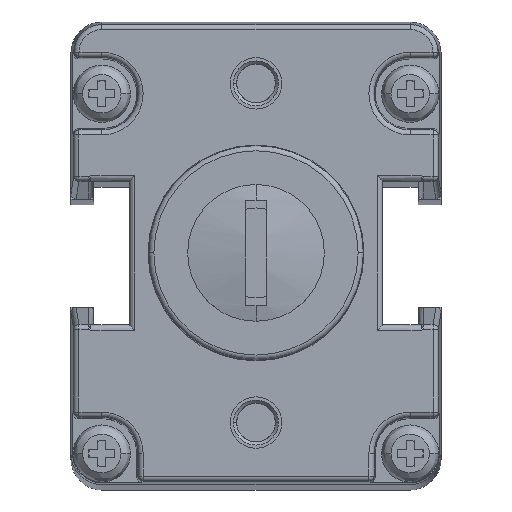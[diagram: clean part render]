
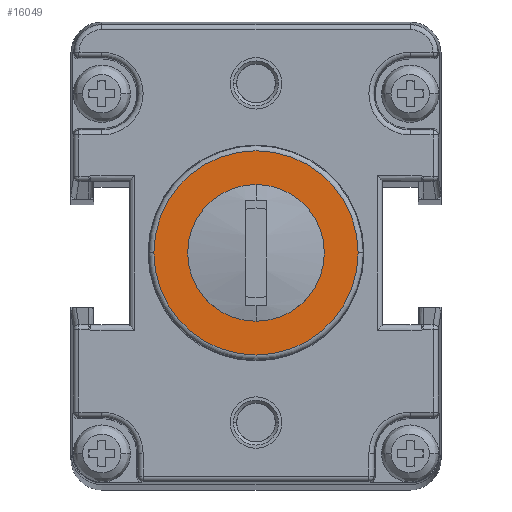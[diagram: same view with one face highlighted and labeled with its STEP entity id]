
A CAD part, top view. The second image highlights one B-rep face of the part: STEP entity #16049.
In plain terms, the highlighted planar face has unit normal (0, 0, 1).
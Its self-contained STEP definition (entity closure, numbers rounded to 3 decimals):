
#12589=CARTESIAN_POINT('',(0.,22.5,4.));
#12590=DIRECTION('',(0.,0.,1.));
#12591=DIRECTION('',(1.,0.,0.));
#12592=AXIS2_PLACEMENT_3D('',#12589,#12590,#12591);
#12594=CARTESIAN_POINT('',(0.,22.5,4.));
#12595=DIRECTION('',(0.,0.,1.));
#12596=DIRECTION('',(-1.,0.,0.));
#12597=AXIS2_PLACEMENT_3D('',#12594,#12595,#12596);
#12599=CARTESIAN_POINT('',(0.,22.5,4.));
#12600=DIRECTION('',(0.,0.,1.));
#12601=DIRECTION('',(1.,0.,0.));
#12602=AXIS2_PLACEMENT_3D('',#12599,#12600,#12601);
#12604=CARTESIAN_POINT('',(0.,22.5,4.));
#12605=DIRECTION('',(0.,0.,1.));
#12606=DIRECTION('',(-1.,0.,0.));
#12607=AXIS2_PLACEMENT_3D('',#12604,#12605,#12606);
#15699=CARTESIAN_POINT('',(6.15,22.5,4.));
#15700=CARTESIAN_POINT('',(-6.15,22.5,4.));
#15701=VERTEX_POINT('',#15699);
#15702=VERTEX_POINT('',#15700);
#15803=CARTESIAN_POINT('',(9.939,22.5,4.));
#15804=CARTESIAN_POINT('',(-9.939,22.5,4.));
#15805=VERTEX_POINT('',#15803);
#15806=VERTEX_POINT('',#15804);
#16033=CARTESIAN_POINT('',(0.,0.,4.));
#16034=DIRECTION('',(0.,0.,1.));
#16035=DIRECTION('',(1.,0.,0.));
#16036=AXIS2_PLACEMENT_3D('',#16033,#16034,#16035);
#16037=PLANE('',#16036);
#16038=ORIENTED_EDGE('',*,*,#16023,.F.);
#16040=ORIENTED_EDGE('',*,*,#16039,.F.);
#16041=EDGE_LOOP('',(#16038,#16040));
#16042=FACE_OUTER_BOUND('',#16041,.F.);
#16044=ORIENTED_EDGE('',*,*,#16043,.T.);
#16046=ORIENTED_EDGE('',*,*,#16045,.T.);
#16047=EDGE_LOOP('',(#16044,#16046));
#16048=FACE_BOUND('',#16047,.F.);
#16049=ADVANCED_FACE('',(#16042,#16048),#16037,.T.);
#12593=CIRCLE('',#12592,6.15);
#12598=CIRCLE('',#12597,6.15);
#12603=CIRCLE('',#12602,9.939);
#12608=CIRCLE('',#12607,9.939);
#16023=EDGE_CURVE('',#15805,#15806,#12603,.T.);
#16039=EDGE_CURVE('',#15806,#15805,#12608,.T.);
#16043=EDGE_CURVE('',#15701,#15702,#12593,.T.);
#16045=EDGE_CURVE('',#15702,#15701,#12598,.T.);
